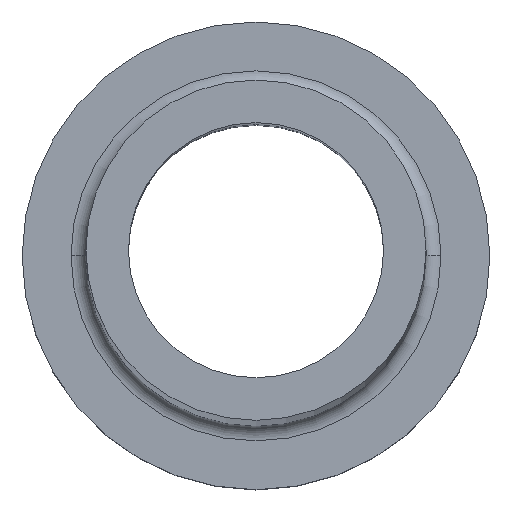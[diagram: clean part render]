
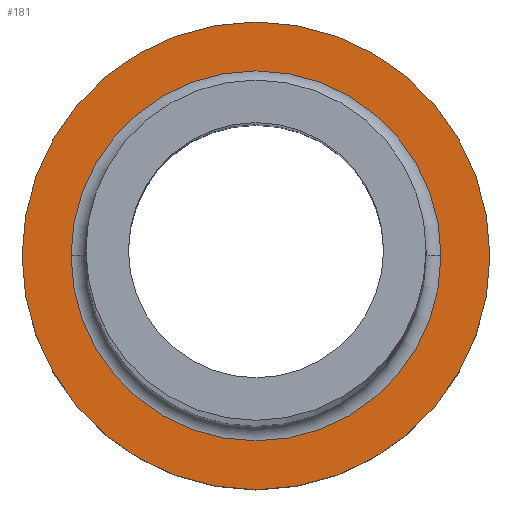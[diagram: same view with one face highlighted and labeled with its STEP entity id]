
A CAD part, top view. The second image highlights one B-rep face of the part: STEP entity #181.
In plain terms, the highlighted planar face has unit normal (0, 0, 1).
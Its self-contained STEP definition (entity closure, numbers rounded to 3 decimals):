
#14 = EDGE_CURVE ( 'NONE', #405, #267, #453, .T. ) ;
#16 = AXIS2_PLACEMENT_3D ( 'NONE', #457, #138, #215 ) ;
#22 = DIRECTION ( 'NONE',  ( 0., 0., 1. ) ) ;
#24 = AXIS2_PLACEMENT_3D ( 'NONE', #87, #312, #62 ) ;
#40 = EDGE_LOOP ( 'NONE', ( #332, #334 ) ) ;
#61 = AXIS2_PLACEMENT_3D ( 'NONE', #187, #180, #256 ) ;
#62 = DIRECTION ( 'NONE',  ( 1., 0., 0. ) ) ;
#87 = CARTESIAN_POINT ( 'NONE',  ( 0., 0., 7. ) ) ;
#91 = EDGE_CURVE ( 'NONE', #439, #108, #410, .T. ) ;
#94 = DIRECTION ( 'NONE',  ( 1., 0., 0. ) ) ;
#108 = VERTEX_POINT ( 'NONE', #176 ) ;
#123 = ORIENTED_EDGE ( 'NONE', *, *, #293, .T. ) ;
#130 = AXIS2_PLACEMENT_3D ( 'NONE', #174, #274, #94 ) ;
#138 = DIRECTION ( 'NONE',  ( 0., 0., -1. ) ) ;
#168 = EDGE_LOOP ( 'NONE', ( #400, #123 ) ) ;
#174 = CARTESIAN_POINT ( 'NONE',  ( 0., 0., 7. ) ) ;
#176 = CARTESIAN_POINT ( 'NONE',  ( -8.7, 0., 7. ) ) ;
#180 = DIRECTION ( 'NONE',  ( 0., 0., -1. ) ) ;
#181 = ADVANCED_FACE ( 'NONE', ( #344, #310 ), #450, .T. ) ;
#185 = AXIS2_PLACEMENT_3D ( 'NONE', #301, #22, #336 ) ;
#187 = CARTESIAN_POINT ( 'NONE',  ( 0., 0., 7. ) ) ;
#215 = DIRECTION ( 'NONE',  ( 1., 0., 0. ) ) ;
#233 = CARTESIAN_POINT ( 'NONE',  ( 8.7, 0., 7. ) ) ;
#256 = DIRECTION ( 'NONE',  ( 1., 0., 0. ) ) ;
#267 = VERTEX_POINT ( 'NONE', #385 ) ;
#269 = CIRCLE ( 'NONE', #61, 8.7 ) ;
#274 = DIRECTION ( 'NONE',  ( 0., 0., 1. ) ) ;
#293 = EDGE_CURVE ( 'NONE', #108, #439, #269, .T. ) ;
#299 = CARTESIAN_POINT ( 'NONE',  ( -11., 0., 7. ) ) ;
#301 = CARTESIAN_POINT ( 'NONE',  ( 0., 0., 7. ) ) ;
#310 = FACE_OUTER_BOUND ( 'NONE', #40, .T. ) ;
#312 = DIRECTION ( 'NONE',  ( 0., 0., 1. ) ) ;
#332 = ORIENTED_EDGE ( 'NONE', *, *, #14, .T. ) ;
#334 = ORIENTED_EDGE ( 'NONE', *, *, #417, .T. ) ;
#336 = DIRECTION ( 'NONE',  ( 1., 0., 0. ) ) ;
#344 = FACE_BOUND ( 'NONE', #168, .T. ) ;
#385 = CARTESIAN_POINT ( 'NONE',  ( 11., 0., 7. ) ) ;
#400 = ORIENTED_EDGE ( 'NONE', *, *, #91, .T. ) ;
#405 = VERTEX_POINT ( 'NONE', #299 ) ;
#410 = CIRCLE ( 'NONE', #16, 8.7 ) ;
#417 = EDGE_CURVE ( 'NONE', #267, #405, #431, .T. ) ;
#431 = CIRCLE ( 'NONE', #185, 11. ) ;
#439 = VERTEX_POINT ( 'NONE', #233 ) ;
#450 = PLANE ( 'NONE',  #130 ) ;
#453 = CIRCLE ( 'NONE', #24, 11. ) ;
#457 = CARTESIAN_POINT ( 'NONE',  ( 0., 0., 7. ) ) ;
